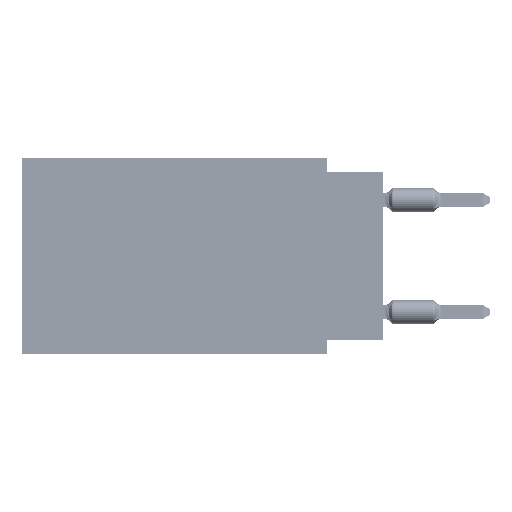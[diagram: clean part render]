
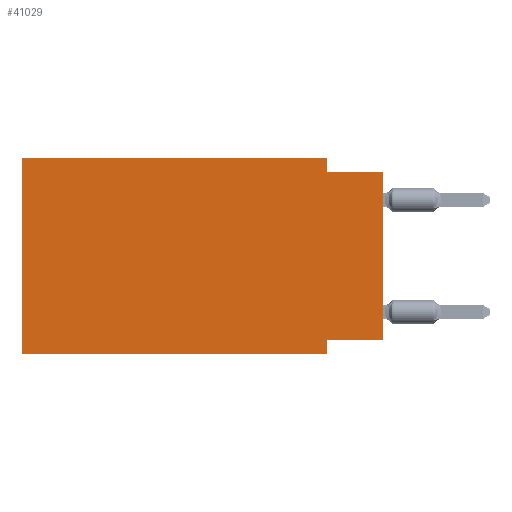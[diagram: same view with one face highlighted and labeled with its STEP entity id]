
A CAD part, left-side view. The second image highlights one B-rep face of the part: STEP entity #41029.
In plain terms, the highlighted planar face has unit normal (-1, 0, 0).
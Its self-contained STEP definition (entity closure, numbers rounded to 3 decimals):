
#481 = AXIS2_PLACEMENT_3D ( 'NONE', #44350, #67045, #861 ) ;
#559 = VERTEX_POINT ( 'NONE', #51209 ) ;
#861 = DIRECTION ( 'NONE',  ( 0., 0., -1. ) ) ;
#8108 = FACE_OUTER_BOUND ( 'NONE', #20759, .T. ) ;
#8277 = ORIENTED_EDGE ( 'NONE', *, *, #77356, .T. ) ;
#11928 = EDGE_CURVE ( 'NONE', #81366, #26847, #87739, .T. ) ;
#15829 = LINE ( 'NONE', #89705, #51490 ) ;
#19436 = CARTESIAN_POINT ( 'NONE',  ( 0., 16.383, -8.89 ) ) ;
#19612 = VECTOR ( 'NONE', #73266, 1000. ) ;
#20759 = EDGE_LOOP ( 'NONE', ( #53585, #42118, #91571, #55917, #53835, #8277, #29153, #62695 ) ) ;
#20903 = DIRECTION ( 'NONE',  ( 0., 0., 1. ) ) ;
#22159 = VECTOR ( 'NONE', #45997, 1000. ) ;
#22867 = CARTESIAN_POINT ( 'NONE',  ( 0., 2.54, -8.89 ) ) ;
#23559 = DIRECTION ( 'NONE',  ( 0., 0., -1. ) ) ;
#25927 = VECTOR ( 'NONE', #63778, 1000. ) ;
#26847 = VERTEX_POINT ( 'NONE', #67214 ) ;
#29153 = ORIENTED_EDGE ( 'NONE', *, *, #51182, .F. ) ;
#29694 = EDGE_CURVE ( 'NONE', #91219, #86016, #50352, .T. ) ;
#31687 = LINE ( 'NONE', #75144, #66218 ) ;
#35237 = EDGE_CURVE ( 'NONE', #81366, #45467, #39241, .T. ) ;
#37692 = VECTOR ( 'NONE', #52319, 1000. ) ;
#39180 = DIRECTION ( 'NONE',  ( 0., -1., 0. ) ) ;
#39241 = LINE ( 'NONE', #75943, #22159 ) ;
#40777 = CARTESIAN_POINT ( 'NONE',  ( 0., 2.54, -8.255 ) ) ;
#41029 = ADVANCED_FACE ( 'NONE', ( #8108 ), #67194, .F. ) ;
#41574 = CARTESIAN_POINT ( 'NONE',  ( 0., 16.383, 0. ) ) ;
#42118 = ORIENTED_EDGE ( 'NONE', *, *, #48456, .F. ) ;
#44027 = CARTESIAN_POINT ( 'NONE',  ( 0., 16.383, -8.89 ) ) ;
#44350 = CARTESIAN_POINT ( 'NONE',  ( 0., 16.383, 0. ) ) ;
#45467 = VERTEX_POINT ( 'NONE', #40777 ) ;
#45888 = VECTOR ( 'NONE', #39180, 1000. ) ;
#45997 = DIRECTION ( 'NONE',  ( 0., 1., 0. ) ) ;
#48456 = EDGE_CURVE ( 'NONE', #67706, #26847, #31687, .T. ) ;
#49242 = CARTESIAN_POINT ( 'NONE',  ( 0., 2.54, -0.635 ) ) ;
#50352 = LINE ( 'NONE', #55731, #76766 ) ;
#50376 = EDGE_CURVE ( 'NONE', #82161, #67706, #15829, .T. ) ;
#51048 = CARTESIAN_POINT ( 'NONE',  ( 0., 0., 0. ) ) ;
#51182 = EDGE_CURVE ( 'NONE', #45467, #559, #89006, .T. ) ;
#51209 = CARTESIAN_POINT ( 'NONE',  ( 0., 2.54, -8.89 ) ) ;
#51490 = VECTOR ( 'NONE', #23559, 1000. ) ;
#52319 = DIRECTION ( 'NONE',  ( 0., 0., -1. ) ) ;
#53585 = ORIENTED_EDGE ( 'NONE', *, *, #11928, .T. ) ;
#53835 = ORIENTED_EDGE ( 'NONE', *, *, #29694, .F. ) ;
#54370 = DIRECTION ( 'NONE',  ( 0., -1., 0. ) ) ;
#55731 = CARTESIAN_POINT ( 'NONE',  ( 0., 16.383, 0. ) ) ;
#55917 = ORIENTED_EDGE ( 'NONE', *, *, #87996, .F. ) ;
#62695 = ORIENTED_EDGE ( 'NONE', *, *, #35237, .F. ) ;
#62926 = CARTESIAN_POINT ( 'NONE',  ( 0., 16.383, 0. ) ) ;
#63778 = DIRECTION ( 'NONE',  ( 0., -1., 0. ) ) ;
#66218 = VECTOR ( 'NONE', #54370, 1000. ) ;
#67045 = DIRECTION ( 'NONE',  ( 1., 0., 0. ) ) ;
#67194 = PLANE ( 'NONE',  #481 ) ;
#67214 = CARTESIAN_POINT ( 'NONE',  ( 0., 0., -0.635 ) ) ;
#67706 = VERTEX_POINT ( 'NONE', #49242 ) ;
#68824 = CARTESIAN_POINT ( 'NONE',  ( 0., 2.54, 0. ) ) ;
#70084 = LINE ( 'NONE', #41574, #25927 ) ;
#73266 = DIRECTION ( 'NONE',  ( 0., 0., 1. ) ) ;
#75144 = CARTESIAN_POINT ( 'NONE',  ( 0., 0., -0.635 ) ) ;
#75943 = CARTESIAN_POINT ( 'NONE',  ( 0., 0., -8.255 ) ) ;
#76766 = VECTOR ( 'NONE', #20903, 1000. ) ;
#77356 = EDGE_CURVE ( 'NONE', #91219, #559, #87962, .T. ) ;
#81366 = VERTEX_POINT ( 'NONE', #81753 ) ;
#81753 = CARTESIAN_POINT ( 'NONE',  ( 0., 0., -8.255 ) ) ;
#82161 = VERTEX_POINT ( 'NONE', #68824 ) ;
#86016 = VERTEX_POINT ( 'NONE', #62926 ) ;
#87739 = LINE ( 'NONE', #51048, #19612 ) ;
#87962 = LINE ( 'NONE', #44027, #45888 ) ;
#87996 = EDGE_CURVE ( 'NONE', #86016, #82161, #70084, .T. ) ;
#89006 = LINE ( 'NONE', #22867, #37692 ) ;
#89705 = CARTESIAN_POINT ( 'NONE',  ( 0., 2.54, 0. ) ) ;
#91219 = VERTEX_POINT ( 'NONE', #19436 ) ;
#91571 = ORIENTED_EDGE ( 'NONE', *, *, #50376, .F. ) ;
